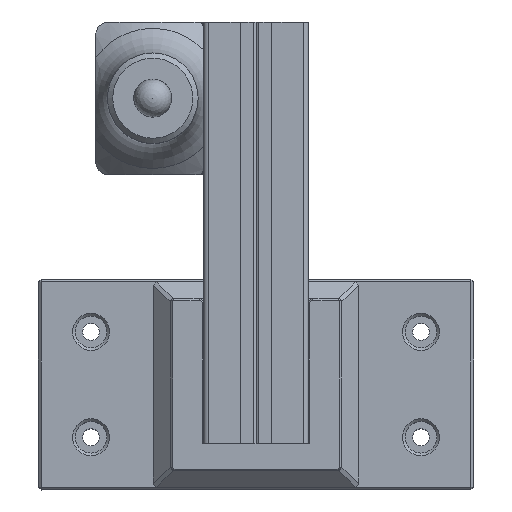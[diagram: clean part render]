
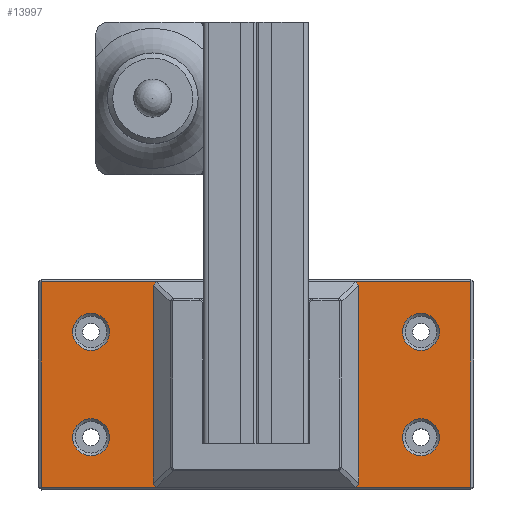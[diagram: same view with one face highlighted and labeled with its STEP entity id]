
A CAD part, top view. The second image highlights one B-rep face of the part: STEP entity #13997.
In plain terms, the highlighted face is planar.
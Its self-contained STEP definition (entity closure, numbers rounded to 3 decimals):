
#782=FACE_BOUND('',#2720,.T.);
#783=FACE_BOUND('',#2721,.T.);
#784=FACE_BOUND('',#2722,.T.);
#785=FACE_BOUND('',#2723,.T.);
#786=FACE_BOUND('',#2724,.T.);
#1000=CIRCLE('',#15121,3.5);
#1001=CIRCLE('',#15122,3.5);
#1002=CIRCLE('',#15123,3.5);
#1003=CIRCLE('',#15124,3.5);
#1841=FACE_OUTER_BOUND('',#2719,.T.);
#2719=EDGE_LOOP('',(#11412,#11413,#11414,#11415));
#2720=EDGE_LOOP('',(#11416));
#2721=EDGE_LOOP('',(#11417));
#2722=EDGE_LOOP('',(#11418));
#2723=EDGE_LOOP('',(#11419));
#2724=EDGE_LOOP('',(#11420,#11421,#11422,#11423,#11424,#11425,#11426,#11427));
#4021=LINE('',#21570,#5259);
#4030=LINE('',#21587,#5268);
#4035=LINE('',#21597,#5273);
#4062=LINE('',#21653,#5300);
#4064=LINE('',#21658,#5302);
#4073=LINE('',#21674,#5311);
#4076=LINE('',#21681,#5314);
#4080=LINE('',#21688,#5318);
#4081=LINE('',#21692,#5319);
#4082=LINE('',#21694,#5320);
#4083=LINE('',#21696,#5321);
#4084=LINE('',#21697,#5322);
#5259=VECTOR('',#17905,10.);
#5268=VECTOR('',#17918,10.);
#5273=VECTOR('',#17927,10.);
#5300=VECTOR('',#17962,10.);
#5302=VECTOR('',#17966,10.);
#5311=VECTOR('',#17981,10.);
#5314=VECTOR('',#17988,10.);
#5318=VECTOR('',#17996,10.);
#5319=VECTOR('',#17999,10.);
#5320=VECTOR('',#18000,10.);
#5321=VECTOR('',#18001,10.);
#5322=VECTOR('',#18002,10.);
#6287=VERTEX_POINT('',#21568);
#6288=VERTEX_POINT('',#21569);
#6294=VERTEX_POINT('',#21586);
#6297=VERTEX_POINT('',#21596);
#6322=VERTEX_POINT('',#21652);
#6323=VERTEX_POINT('',#21656);
#6324=VERTEX_POINT('',#21657);
#6330=VERTEX_POINT('',#21680);
#6332=VERTEX_POINT('',#21690);
#6333=VERTEX_POINT('',#21691);
#6334=VERTEX_POINT('',#21693);
#6335=VERTEX_POINT('',#21695);
#6336=VERTEX_POINT('',#21698);
#6337=VERTEX_POINT('',#21700);
#6338=VERTEX_POINT('',#21702);
#6339=VERTEX_POINT('',#21704);
#8046=EDGE_CURVE('',#6287,#6288,#4021,.F.);
#8055=EDGE_CURVE('',#6288,#6294,#4030,.T.);
#8060=EDGE_CURVE('',#6294,#6297,#4035,.F.);
#8088=EDGE_CURVE('',#6297,#6322,#4062,.T.);
#8090=EDGE_CURVE('',#6323,#6324,#4064,.F.);
#8099=EDGE_CURVE('',#6324,#6287,#4073,.T.);
#8102=EDGE_CURVE('',#6322,#6330,#4076,.F.);
#8106=EDGE_CURVE('',#6330,#6323,#4080,.T.);
#8107=EDGE_CURVE('',#6332,#6333,#4081,.T.);
#8108=EDGE_CURVE('',#6334,#6332,#4082,.T.);
#8109=EDGE_CURVE('',#6335,#6334,#4083,.T.);
#8110=EDGE_CURVE('',#6333,#6335,#4084,.T.);
#8111=EDGE_CURVE('',#6336,#6336,#1000,.T.);
#8112=EDGE_CURVE('',#6337,#6337,#1001,.T.);
#8113=EDGE_CURVE('',#6338,#6338,#1002,.T.);
#8114=EDGE_CURVE('',#6339,#6339,#1003,.T.);
#11412=ORIENTED_EDGE('',*,*,#8107,.F.);
#11413=ORIENTED_EDGE('',*,*,#8108,.F.);
#11414=ORIENTED_EDGE('',*,*,#8109,.F.);
#11415=ORIENTED_EDGE('',*,*,#8110,.F.);
#11416=ORIENTED_EDGE('',*,*,#8111,.F.);
#11417=ORIENTED_EDGE('',*,*,#8112,.F.);
#11418=ORIENTED_EDGE('',*,*,#8113,.F.);
#11419=ORIENTED_EDGE('',*,*,#8114,.F.);
#11420=ORIENTED_EDGE('',*,*,#8046,.F.);
#11421=ORIENTED_EDGE('',*,*,#8099,.F.);
#11422=ORIENTED_EDGE('',*,*,#8090,.F.);
#11423=ORIENTED_EDGE('',*,*,#8106,.F.);
#11424=ORIENTED_EDGE('',*,*,#8102,.F.);
#11425=ORIENTED_EDGE('',*,*,#8088,.F.);
#11426=ORIENTED_EDGE('',*,*,#8060,.F.);
#11427=ORIENTED_EDGE('',*,*,#8055,.F.);
#13408=PLANE('',#15120);
#13997=ADVANCED_FACE('',(#1841,#782,#783,#784,#785,#786),#13408,.T.);
#15120=AXIS2_PLACEMENT_3D('',#21689,#17997,#17998);
#15121=AXIS2_PLACEMENT_3D('',#21699,#18003,#18004);
#15122=AXIS2_PLACEMENT_3D('',#21701,#18005,#18006);
#15123=AXIS2_PLACEMENT_3D('',#21703,#18007,#18008);
#15124=AXIS2_PLACEMENT_3D('',#21705,#18009,#18010);
#17905=DIRECTION('',(0.707,0.,0.707));
#17918=DIRECTION('',(-1.,0.,0.));
#17927=DIRECTION('',(0.707,0.,-0.707));
#17962=DIRECTION('',(0.,0.,1.));
#17966=DIRECTION('',(-0.707,0.,0.707));
#17981=DIRECTION('',(0.,0.,-1.));
#17988=DIRECTION('',(-0.707,0.,-0.707));
#17996=DIRECTION('',(1.,0.,0.));
#17997=DIRECTION('center_axis',(0.,1.,
0.));
#17998=DIRECTION('ref_axis',(1.,0.,0.));
#17999=DIRECTION('',(1.,0.,0.));
#18000=DIRECTION('',(0.,0.,-1.));
#18001=DIRECTION('',(-1.,0.,0.));
#18002=DIRECTION('',(0.,0.,1.));
#18003=DIRECTION('center_axis',(0.,1.,
0.));
#18004=DIRECTION('ref_axis',(-1.,0.,0.));
#18005=DIRECTION('center_axis',(0.,1.,
0.));
#18006=DIRECTION('ref_axis',(-1.,0.,0.));
#18007=DIRECTION('center_axis',(0.,1.,
0.));
#18008=DIRECTION('ref_axis',(-1.,0.,0.));
#18009=DIRECTION('center_axis',(0.,1.,
0.));
#18010=DIRECTION('ref_axis',(-1.,0.,0.));
#21568=CARTESIAN_POINT('',(27.073,-39.65,31.622));
#21569=CARTESIAN_POINT('',(26.461,-39.65,31.01));
#21570=CARTESIAN_POINT('',(18.921,-39.65,23.471));
#21586=CARTESIAN_POINT('',(-11.295,-39.65,31.01));
#21587=CARTESIAN_POINT('',(-0.25,-39.65,31.01));
#21596=CARTESIAN_POINT('',(-11.907,-39.65,31.622));
#21597=CARTESIAN_POINT('',(-19.738,-39.65,39.454));
#21652=CARTESIAN_POINT('',(-11.907,-39.65,69.378));
#21653=CARTESIAN_POINT('',(-11.907,-39.65,42.642));
#21656=CARTESIAN_POINT('',(26.461,-39.65,69.99));
#21657=CARTESIAN_POINT('',(27.073,-39.65,69.378));
#21658=CARTESIAN_POINT('',(18.63,-39.65,77.821));
#21674=CARTESIAN_POINT('',(27.073,-39.65,-16.708));
#21680=CARTESIAN_POINT('',(-11.295,-39.65,69.99));
#21681=CARTESIAN_POINT('',(-19.447,-39.65,61.838));
#21688=CARTESIAN_POINT('',(-16.55,-39.65,69.99));
#21689=CARTESIAN_POINT('Origin',(-24.383,-39.65,51.083));
#21690=CARTESIAN_POINT('',(-33.217,-39.65,31.));
#21691=CARTESIAN_POINT('',(48.383,-39.65,31.));
#21692=CARTESIAN_POINT('',(7.617,-39.65,31.));
#21693=CARTESIAN_POINT('',(-33.217,-39.65,70.));
#21694=CARTESIAN_POINT('',(-33.217,-39.65,34.333));
#21695=CARTESIAN_POINT('',(48.383,-39.65,70.));
#21696=CARTESIAN_POINT('',(-8.4,-39.65,70.));
#21697=CARTESIAN_POINT('',(48.383,-39.65,67.833));
#21698=CARTESIAN_POINT('',(-20.217,-39.65,60.5));
#21699=CARTESIAN_POINT('Origin',(-23.717,-39.65,60.5));
#21700=CARTESIAN_POINT('',(-20.217,-39.65,40.5));
#21701=CARTESIAN_POINT('Origin',(-23.717,-39.65,40.5));
#21702=CARTESIAN_POINT('',(42.383,-39.65,40.5));
#21703=CARTESIAN_POINT('Origin',(38.883,-39.65,40.5));
#21704=CARTESIAN_POINT('',(42.383,-39.65,60.5));
#21705=CARTESIAN_POINT('Origin',(38.883,-39.65,60.5));
